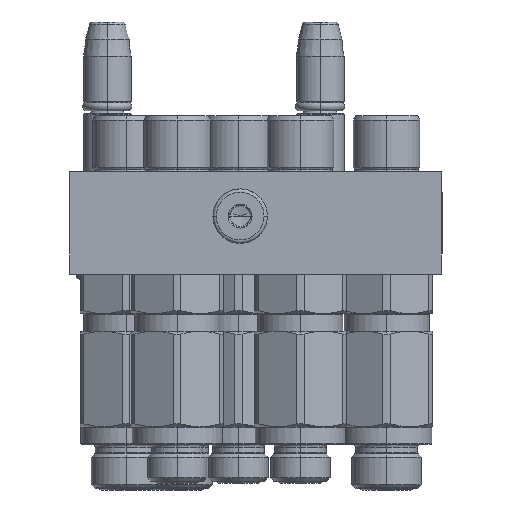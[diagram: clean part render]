
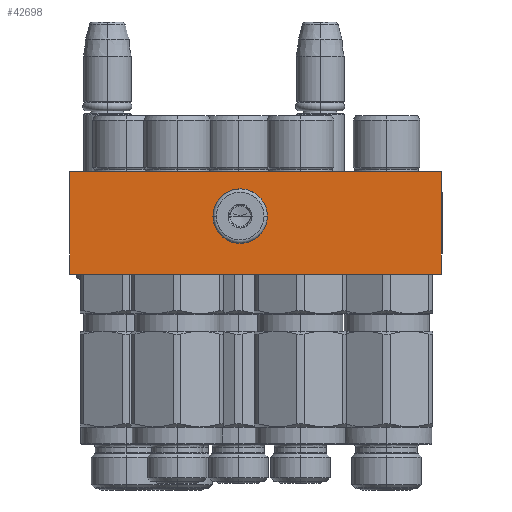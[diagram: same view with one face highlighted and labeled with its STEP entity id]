
A CAD part, front view. The second image highlights one B-rep face of the part: STEP entity #42698.
In plain terms, the highlighted face is planar.
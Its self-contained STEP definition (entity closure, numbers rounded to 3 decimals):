
#835 = ORIENTED_EDGE ( 'NONE', *, *, #21200, .T. ) ;
#995 = CARTESIAN_POINT ( 'NONE',  ( 0.545, 11.647, -50. ) ) ;
#1644 = CARTESIAN_POINT ( 'NONE',  ( -0.325, 9.793, -50. ) ) ;
#1734 = LINE ( 'NONE', #58212, #19129 ) ;
#1751 = CARTESIAN_POINT ( 'NONE',  ( 54.5, 0., -50. ) ) ;
#2585 = LINE ( 'NONE', #1751, #56441 ) ;
#3107 = ORIENTED_EDGE ( 'NONE', *, *, #61052, .T. ) ;
#3864 = CARTESIAN_POINT ( 'NONE',  ( -7.13, 8.44, -50. ) ) ;
#4194 = EDGE_LOOP ( 'NONE', ( #3107, #38802, #835 ) ) ;
#4955 = DIRECTION ( 'NONE',  ( -1., 0., 0. ) ) ;
#6059 = CARTESIAN_POINT ( 'NONE',  ( 0.061, 10.371, -50. ) ) ;
#6332 = CARTESIAN_POINT ( 'NONE',  ( -0.325, 16.207, -50. ) ) ;
#6510 = CARTESIAN_POINT ( 'NONE',  ( -3.815, 7.78, -50. ) ) ;
#6554 = CARTESIAN_POINT ( 'NONE',  ( -9.446, 14.679, -50. ) ) ;
#9551 = B_SPLINE_CURVE_WITH_KNOTS ( 'NONE', 3,
 ( #49399, #14447, #24422, #33950, #23774, #59829, #23995, #64858, #19336, #54093, #3864, #29515, #39222, #19551 ),
 .UNSPECIFIED., .F., .F.,
 ( 4, 2, 2, 2, 2, 2, 4 ),
 ( 0., 0.031, 0.063, 0.125, 0.25, 0.375, 0.5 ),
 .UNSPECIFIED. ) ;
#11058 = B_SPLINE_CURVE_WITH_KNOTS ( 'NONE', 3,
 ( #26832, #6510, #41884, #21955, #41438, #1644, #6059, #11543, #46966, #995, #46530, #27066, #62235, #31965 ),
 .UNSPECIFIED., .F., .F.,
 ( 4, 2, 2, 2, 2, 2, 4 ),
 ( 0.5, 0.625, 0.75, 0.875, 0.906, 0.938, 1. ),
 .UNSPECIFIED. ) ;
#11064 = VECTOR ( 'NONE', #4955, 1000. ) ;
#11102 = VECTOR ( 'NONE', #31096, 1000. ) ;
#11543 = CARTESIAN_POINT ( 'NONE',  ( 0.388, 11.16, -50. ) ) ;
#12064 = CARTESIAN_POINT ( 'NONE',  ( 54.5, 30., -50. ) ) ;
#14447 = CARTESIAN_POINT ( 'NONE',  ( -9.72, 12.827, -50. ) ) ;
#14453 = CARTESIAN_POINT ( 'NONE',  ( 54.5, 30., -50. ) ) ;
#15400 = CARTESIAN_POINT ( 'NONE',  ( -1.87, 17.56, -50. ) ) ;
#15839 = FACE_OUTER_BOUND ( 'NONE', #63360, .T. ) ;
#16051 = CARTESIAN_POINT ( 'NONE',  ( 54.5, 0., -50. ) ) ;
#16210 = CARTESIAN_POINT ( 'NONE',  ( -54.5, 0., -50. ) ) ;
#16285 = CARTESIAN_POINT ( 'NONE',  ( 0.553, 14.354, -50. ) ) ;
#16500 = CARTESIAN_POINT ( 'NONE',  ( -9.388, 14.84, -50. ) ) ;
#16598 = CARTESIAN_POINT ( 'NONE',  ( -4.5, 7.78, -50. ) ) ;
#16611 = LINE ( 'NONE', #14453, #11064 ) ;
#16717 = CARTESIAN_POINT ( 'NONE',  ( -8.675, 16.207, -50. ) ) ;
#16963 = VERTEX_POINT ( 'NONE', #19425 ) ;
#19129 = VECTOR ( 'NONE', #43783, 1000. ) ;
#19336 = CARTESIAN_POINT ( 'NONE',  ( -8.675, 9.793, -50. ) ) ;
#19425 = CARTESIAN_POINT ( 'NONE',  ( -9.72, 13., -50. ) ) ;
#19523 = B_SPLINE_CURVE_WITH_KNOTS ( 'NONE', 3,
 ( #26461, #30936, #51468, #21141, #26243, #16285, #36412, #36627, #6332, #41704, #15400, #50806, #55933, #21576, #52346, #37705, #51904, #16717, #31795, #16500, #6554, #37496, #47660, #32008, #41927, #62709 ),
 .UNSPECIFIED., .F., .F.,
 ( 4, 2, 2, 2, 2, 2, 2, 2, 2, 2, 2, 2, 4 ),
 ( 0., 0.031, 0.062, 0.125, 0.25, 0.375, 0.5, 0.625, 0.75, 0.875, 0.906, 0.937, 1. ),
 .UNSPECIFIED. ) ;
#19551 = CARTESIAN_POINT ( 'NONE',  ( -4.5, 7.78, -50. ) ) ;
#20736 = VERTEX_POINT ( 'NONE', #21187 ) ;
#21136 = PLANE ( 'NONE',  #46986 ) ;
#21141 = CARTESIAN_POINT ( 'NONE',  ( 0.678, 13.683, -50. ) ) ;
#21187 = CARTESIAN_POINT ( 'NONE',  ( 54.5, 0., -50. ) ) ;
#21200 = EDGE_CURVE ( 'NONE', #46672, #16963, #19523, .T. ) ;
#21576 = CARTESIAN_POINT ( 'NONE',  ( -5.185, 18.22, -50. ) ) ;
#21955 = CARTESIAN_POINT ( 'NONE',  ( -1.87, 8.439, -50. ) ) ;
#22260 = EDGE_CURVE ( 'NONE', #20736, #34529, #1734, .T. ) ;
#23360 = ORIENTED_EDGE ( 'NONE', *, *, #45420, .F. ) ;
#23774 = CARTESIAN_POINT ( 'NONE',  ( -9.653, 12.15, -50. ) ) ;
#23995 = CARTESIAN_POINT ( 'NONE',  ( -9.454, 11.319, -50. ) ) ;
#24422 = CARTESIAN_POINT ( 'NONE',  ( -9.711, 12.656, -50. ) ) ;
#24532 = VERTEX_POINT ( 'NONE', #16598 ) ;
#26243 = CARTESIAN_POINT ( 'NONE',  ( 0.653, 13.85, -50. ) ) ;
#26461 = CARTESIAN_POINT ( 'NONE',  ( 0.72, 13., -50. ) ) ;
#26832 = CARTESIAN_POINT ( 'NONE',  ( -4.5, 7.78, -50. ) ) ;
#27066 = CARTESIAN_POINT ( 'NONE',  ( 0.686, 12.315, -50. ) ) ;
#29271 = EDGE_CURVE ( 'NONE', #24532, #46672, #11058, .T. ) ;
#29515 = CARTESIAN_POINT ( 'NONE',  ( -5.865, 7.915, -50. ) ) ;
#30882 = CARTESIAN_POINT ( 'NONE',  ( -54.5, 0., -50. ) ) ;
#30936 = CARTESIAN_POINT ( 'NONE',  ( 0.72, 13.173, -50. ) ) ;
#31096 = DIRECTION ( 'NONE',  ( 0., 1., 0. ) ) ;
#31357 = VERTEX_POINT ( 'NONE', #50013 ) ;
#31795 = CARTESIAN_POINT ( 'NONE',  ( -9.061, 15.629, -50. ) ) ;
#31965 = CARTESIAN_POINT ( 'NONE',  ( 0.72, 13., -50. ) ) ;
#32008 = CARTESIAN_POINT ( 'NONE',  ( -9.686, 13.685, -50. ) ) ;
#32727 = DIRECTION ( 'NONE',  ( -1., 0., 0. ) ) ;
#33950 = CARTESIAN_POINT ( 'NONE',  ( -9.678, 12.317, -50. ) ) ;
#34529 = VERTEX_POINT ( 'NONE', #12064 ) ;
#34869 = FACE_BOUND ( 'NONE', #4194, .T. ) ;
#36412 = CARTESIAN_POINT ( 'NONE',  ( 0.454, 14.681, -50. ) ) ;
#36627 = CARTESIAN_POINT ( 'NONE',  ( 0.061, 15.63, -50. ) ) ;
#37496 = CARTESIAN_POINT ( 'NONE',  ( -9.545, 14.353, -50. ) ) ;
#37705 = CARTESIAN_POINT ( 'NONE',  ( -7.13, 17.561, -50. ) ) ;
#38802 = ORIENTED_EDGE ( 'NONE', *, *, #29271, .T. ) ;
#39222 = CARTESIAN_POINT ( 'NONE',  ( -5.185, 7.78, -50. ) ) ;
#41187 = ORIENTED_EDGE ( 'NONE', *, *, #63354, .T. ) ;
#41438 = CARTESIAN_POINT ( 'NONE',  ( -1.293, 8.825, -50. ) ) ;
#41657 = EDGE_CURVE ( 'NONE', #20736, #56240, #2585, .T. ) ;
#41704 = CARTESIAN_POINT ( 'NONE',  ( -1.293, 17.175, -50. ) ) ;
#41884 = CARTESIAN_POINT ( 'NONE',  ( -3.135, 7.916, -50. ) ) ;
#41927 = CARTESIAN_POINT ( 'NONE',  ( -9.719, 13.346, -50. ) ) ;
#42698 = ADVANCED_FACE ( 'NONE', ( #34869, #15839 ), #21136, .T. ) ;
#43783 = DIRECTION ( 'NONE',  ( 0., 1., 0. ) ) ;
#44990 = ORIENTED_EDGE ( 'NONE', *, *, #22260, .F. ) ;
#45420 = EDGE_CURVE ( 'NONE', #34529, #31357, #16611, .T. ) ;
#46530 = CARTESIAN_POINT ( 'NONE',  ( 0.586, 11.815, -50. ) ) ;
#46672 = VERTEX_POINT ( 'NONE', #60757 ) ;
#46966 = CARTESIAN_POINT ( 'NONE',  ( 0.446, 11.321, -50. ) ) ;
#46986 = AXIS2_PLACEMENT_3D ( 'NONE', #16051, #51464, #61414 ) ;
#47660 = CARTESIAN_POINT ( 'NONE',  ( -9.586, 14.185, -50. ) ) ;
#49399 = CARTESIAN_POINT ( 'NONE',  ( -9.72, 13., -50. ) ) ;
#50013 = CARTESIAN_POINT ( 'NONE',  ( -54.5, 30., -50. ) ) ;
#50806 = CARTESIAN_POINT ( 'NONE',  ( -3.135, 18.085, -50. ) ) ;
#51464 = DIRECTION ( 'NONE',  ( 0., 0., -1. ) ) ;
#51468 = CARTESIAN_POINT ( 'NONE',  ( 0.711, 13.344, -50. ) ) ;
#51904 = CARTESIAN_POINT ( 'NONE',  ( -7.707, 17.175, -50. ) ) ;
#52346 = CARTESIAN_POINT ( 'NONE',  ( -5.865, 18.084, -50. ) ) ;
#53591 = ORIENTED_EDGE ( 'NONE', *, *, #41657, .T. ) ;
#54093 = CARTESIAN_POINT ( 'NONE',  ( -7.707, 8.825, -50. ) ) ;
#55933 = CARTESIAN_POINT ( 'NONE',  ( -3.815, 18.22, -50. ) ) ;
#56240 = VERTEX_POINT ( 'NONE', #16210 ) ;
#56441 = VECTOR ( 'NONE', #32727, 1000. ) ;
#58212 = CARTESIAN_POINT ( 'NONE',  ( 54.5, 0., -50. ) ) ;
#59829 = CARTESIAN_POINT ( 'NONE',  ( -9.553, 11.646, -50. ) ) ;
#60757 = CARTESIAN_POINT ( 'NONE',  ( 0.72, 13., -50. ) ) ;
#61038 = LINE ( 'NONE', #30882, #11102 ) ;
#61052 = EDGE_CURVE ( 'NONE', #16963, #24532, #9551, .T. ) ;
#61414 = DIRECTION ( 'NONE',  ( -1., 0., 0. ) ) ;
#62235 = CARTESIAN_POINT ( 'NONE',  ( 0.719, 12.654, -50. ) ) ;
#62709 = CARTESIAN_POINT ( 'NONE',  ( -9.72, 13., -50. ) ) ;
#63354 = EDGE_CURVE ( 'NONE', #56240, #31357, #61038, .T. ) ;
#63360 = EDGE_LOOP ( 'NONE', ( #41187, #23360, #44990, #53591 ) ) ;
#64858 = CARTESIAN_POINT ( 'NONE',  ( -9.061, 10.37, -50. ) ) ;
